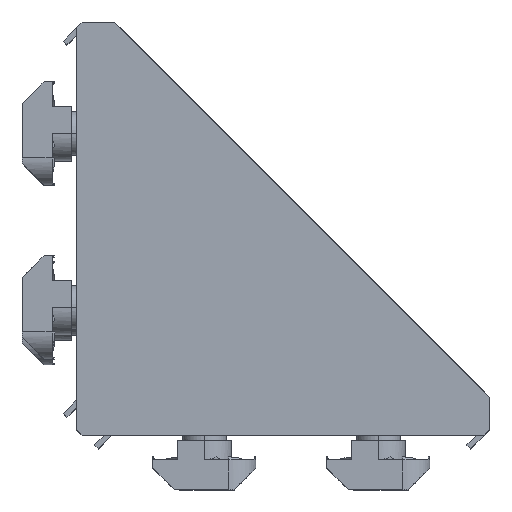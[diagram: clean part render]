
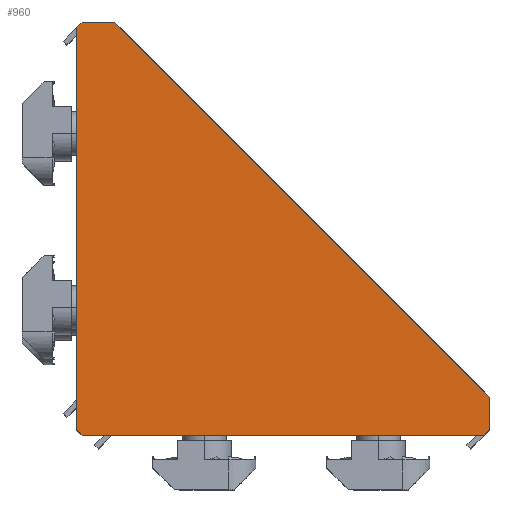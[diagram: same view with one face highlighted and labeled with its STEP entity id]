
A CAD part, top view. The second image highlights one B-rep face of the part: STEP entity #960.
In plain terms, the highlighted planar face has unit normal (0, 0, 1).
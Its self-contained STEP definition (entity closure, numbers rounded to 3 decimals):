
#960 = ADVANCED_FACE ( 'NONE', ( #8003 ), #9516, .F. ) ;
#1954 = EDGE_CURVE ( 'NONE', #35766, #35845, #8864, .T. ) ;
#1955 = EDGE_CURVE ( 'NONE', #35766, #35655, #8862, .T. ) ;
#1956 = EDGE_CURVE ( 'NONE', #35810, #35845, #8868, .T. ) ;
#1964 = EDGE_CURVE ( 'NONE', #35745, #35741, #8880, .T. ) ;
#2051 = ORIENTED_EDGE ( 'NONE', *, *, #6795, .F. ) ;
#2056 = ORIENTED_EDGE ( 'NONE', *, *, #1956, .F. ) ;
#2057 = ORIENTED_EDGE ( 'NONE', *, *, #1954, .T. ) ;
#2058 = ORIENTED_EDGE ( 'NONE', *, *, #1955, .F. ) ;
#2060 = ORIENTED_EDGE ( 'NONE', *, *, #6742, .F. ) ;
#2061 = ORIENTED_EDGE ( 'NONE', *, *, #6756, .F. ) ;
#2062 = ORIENTED_EDGE ( 'NONE', *, *, #1964, .F. ) ;
#2865 = EDGE_LOOP ( 'NONE', ( #2062, #2061, #2060, #11363, #2058, #2057, #2056, #2051 ) ) ;
#6733 = EDGE_CURVE ( 'NONE', #35655, #35804, #24154, .T. ) ;
#6742 = EDGE_CURVE ( 'NONE', #35804, #35800, #24165, .T. ) ;
#6756 = EDGE_CURVE ( 'NONE', #35800, #35745, #24183, .T. ) ;
#6795 = EDGE_CURVE ( 'NONE', #35741, #35810, #24235, .T. ) ;
#7062 = AXIS2_PLACEMENT_3D ( 'NONE', #9509, #9518, #9519 ) ;
#8003 = FACE_OUTER_BOUND ( 'NONE', #2865, .T. ) ;
#8862 = LINE ( 'NONE', #14090, #8869 ) ;
#8864 = LINE ( 'NONE', #14099, #8867 ) ;
#8867 = VECTOR ( 'NONE', #14101, 1000. ) ;
#8868 = LINE ( 'NONE', #14103, #8871 ) ;
#8869 = VECTOR ( 'NONE', #14102, 1000. ) ;
#8871 = VECTOR ( 'NONE', #14104, 1000. ) ;
#8880 = LINE ( 'NONE', #14100, #8886 ) ;
#8886 = VECTOR ( 'NONE', #14120, 1000. ) ;
#9509 = CARTESIAN_POINT ( 'NONE',  ( -27.382, -29.004, 38.276 ) ) ;
#9516 = PLANE ( 'NONE',  #7062 ) ;
#9518 = DIRECTION ( 'NONE',  ( 0., 0., -1. ) ) ;
#9519 = DIRECTION ( 'NONE',  ( 1., 0., 0. ) ) ;
#11363 = ORIENTED_EDGE ( 'NONE', *, *, #6733, .F. ) ;
#14090 = CARTESIAN_POINT ( 'NONE',  ( -35.382, 37.996, 38.276 ) ) ;
#14099 = CARTESIAN_POINT ( 'NONE',  ( -34.382, -37.004, 38.276 ) ) ;
#14100 = CARTESIAN_POINT ( 'NONE',  ( 40.618, -30.004, 38.276 ) ) ;
#14101 = DIRECTION ( 'NONE',  ( 0.707, -0.707, 0. ) ) ;
#14102 = DIRECTION ( 'NONE',  ( 0., 1., 0. ) ) ;
#14103 = CARTESIAN_POINT ( 'NONE',  ( 39.618, -37.004, 38.276 ) ) ;
#14104 = DIRECTION ( 'NONE',  ( -1., 0., 0. ) ) ;
#14120 = DIRECTION ( 'NONE',  ( 0., -1., 0. ) ) ;
#24154 = LINE ( 'NONE', #27005, #24156 ) ;
#24156 = VECTOR ( 'NONE', #27007, 1000. ) ;
#24165 = LINE ( 'NONE', #27017, #24168 ) ;
#24168 = VECTOR ( 'NONE', #27018, 1000. ) ;
#24183 = LINE ( 'NONE', #27035, #24186 ) ;
#24186 = VECTOR ( 'NONE', #27037, 1000. ) ;
#24235 = LINE ( 'NONE', #27087, #24238 ) ;
#24238 = VECTOR ( 'NONE', #27088, 1000. ) ;
#27005 = CARTESIAN_POINT ( 'NONE',  ( -34.382, 38.996, 38.276 ) ) ;
#27007 = DIRECTION ( 'NONE',  ( 0.707, 0.707, 0. ) ) ;
#27017 = CARTESIAN_POINT ( 'NONE',  ( -28.382, 38.996, 38.276 ) ) ;
#27018 = DIRECTION ( 'NONE',  ( 1., 0., 0. ) ) ;
#27035 = CARTESIAN_POINT ( 'NONE',  ( -27.382, 37.996, 38.276 ) ) ;
#27037 = DIRECTION ( 'NONE',  ( 0.707, -0.707, 0. ) ) ;
#27087 = CARTESIAN_POINT ( 'NONE',  ( 40.618, -36.004, 38.276 ) ) ;
#27088 = DIRECTION ( 'NONE',  ( -0.707, -0.707, 0. ) ) ;
#34925 = CARTESIAN_POINT ( 'NONE',  ( -35.382, 37.996, 38.276 ) ) ;
#35011 = CARTESIAN_POINT ( 'NONE',  ( 40.618, -36.004, 38.276 ) ) ;
#35015 = CARTESIAN_POINT ( 'NONE',  ( 40.618, -30.004, 38.276 ) ) ;
#35036 = CARTESIAN_POINT ( 'NONE',  ( -35.382, -36.004, 38.276 ) ) ;
#35070 = CARTESIAN_POINT ( 'NONE',  ( -28.382, 38.996, 38.276 ) ) ;
#35074 = CARTESIAN_POINT ( 'NONE',  ( -34.382, 38.996, 38.276 ) ) ;
#35080 = CARTESIAN_POINT ( 'NONE',  ( 39.618, -37.004, 38.276 ) ) ;
#35115 = CARTESIAN_POINT ( 'NONE',  ( -34.382, -37.004, 38.276 ) ) ;
#35655 = VERTEX_POINT ( 'NONE', #34925 ) ;
#35741 = VERTEX_POINT ( 'NONE', #35011 ) ;
#35745 = VERTEX_POINT ( 'NONE', #35015 ) ;
#35766 = VERTEX_POINT ( 'NONE', #35036 ) ;
#35800 = VERTEX_POINT ( 'NONE', #35070 ) ;
#35804 = VERTEX_POINT ( 'NONE', #35074 ) ;
#35810 = VERTEX_POINT ( 'NONE', #35080 ) ;
#35845 = VERTEX_POINT ( 'NONE', #35115 ) ;
